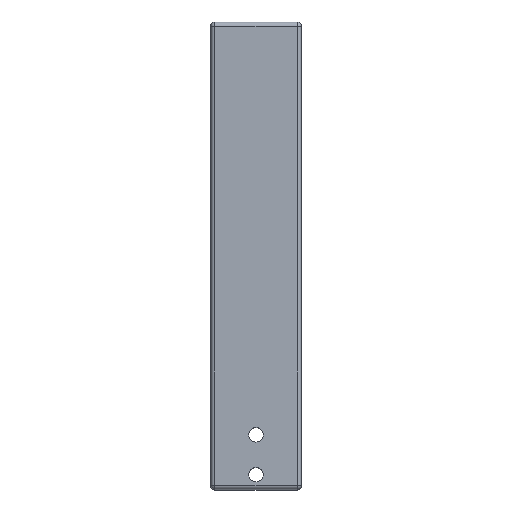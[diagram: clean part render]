
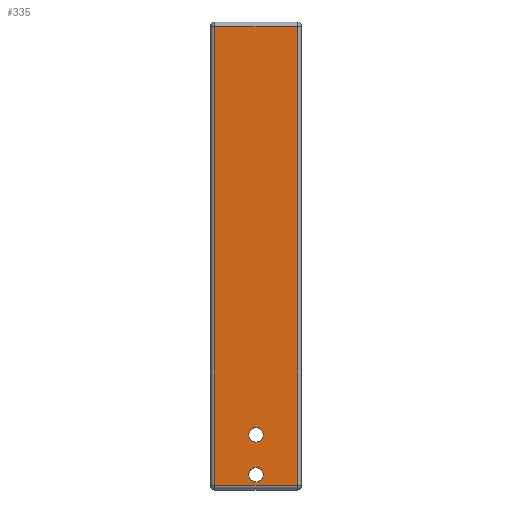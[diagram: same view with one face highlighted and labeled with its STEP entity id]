
A CAD part, top view. The second image highlights one B-rep face of the part: STEP entity #335.
In plain terms, the highlighted planar face has unit normal (0, 0, 1).
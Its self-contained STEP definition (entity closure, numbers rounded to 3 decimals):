
#186=FACE_BOUND('',#509,.T.);
#187=FACE_BOUND('',#510,.T.);
#188=FACE_BOUND('',#511,.T.);
#249=CIRCLE('',#1347,1.65);
#250=CIRCLE('',#1348,1.65);
#335=ADVANCED_FACE('',(#186,#187,#188),#382,.T.);
#382=PLANE('',#1349);
#509=EDGE_LOOP('',(#741));
#510=EDGE_LOOP('',(#742));
#511=EDGE_LOOP('',(#743,#744,#745,#746));
#741=ORIENTED_EDGE('',*,*,#1069,.F.);
#742=ORIENTED_EDGE('',*,*,#1070,.F.);
#743=ORIENTED_EDGE('',*,*,#1071,.T.);
#744=ORIENTED_EDGE('',*,*,#1072,.T.);
#745=ORIENTED_EDGE('',*,*,#1073,.T.);
#746=ORIENTED_EDGE('',*,*,#1074,.T.);
#945=VERTEX_POINT('',#2082);
#946=VERTEX_POINT('',#2084);
#947=VERTEX_POINT('',#2086);
#948=VERTEX_POINT('',#2087);
#949=VERTEX_POINT('',#2089);
#950=VERTEX_POINT('',#2091);
#1069=EDGE_CURVE('',#945,#945,#249,.T.);
#1070=EDGE_CURVE('',#946,#946,#250,.T.);
#1071=EDGE_CURVE('',#947,#948,#1173,.T.);
#1072=EDGE_CURVE('',#948,#949,#1174,.T.);
#1073=EDGE_CURVE('',#949,#950,#1175,.T.);
#1074=EDGE_CURVE('',#950,#947,#1176,.T.);
#1173=LINE('',#2085,#1237);
#1174=LINE('',#2088,#1238);
#1175=LINE('',#2090,#1239);
#1176=LINE('',#2092,#1240);
#1237=VECTOR('',#1691,1.);
#1238=VECTOR('',#1692,1.);
#1239=VECTOR('',#1693,1.);
#1240=VECTOR('',#1694,1.);
#1347=AXIS2_PLACEMENT_3D('',#2081,#1687,#1688);
#1348=AXIS2_PLACEMENT_3D('',#2083,#1689,#1690);
#1349=AXIS2_PLACEMENT_3D('',#2093,#1695,#1696);
#1687=DIRECTION('',(0.,0.,1.));
#1688=DIRECTION('',(1.,0.,0.));
#1689=DIRECTION('',(0.,0.,1.));
#1690=DIRECTION('',(1.,0.,0.));
#1691=DIRECTION('',(-1.,0.,0.));
#1692=DIRECTION('',(0.,-1.,0.));
#1693=DIRECTION('',(1.,0.,0.));
#1694=DIRECTION('',(0.,1.,0.));
#1695=DIRECTION('',(0.,0.,1.));
#1696=DIRECTION('',(-1.,0.,0.));
#2081=CARTESIAN_POINT('',(5.25,-77.624,50.));
#2082=CARTESIAN_POINT('',(6.9,-77.624,50.));
#2083=CARTESIAN_POINT('',(5.25,-86.624,50.));
#2084=CARTESIAN_POINT('',(6.9,-86.624,50.));
#2085=CARTESIAN_POINT('',(0.,14.5,50.));
#2086=CARTESIAN_POINT('',(14.5,14.5,50.));
#2087=CARTESIAN_POINT('',(-4.,14.5,50.));
#2088=CARTESIAN_POINT('',(-4.,0.,50.));
#2089=CARTESIAN_POINT('',(-4.,-89.,50.));
#2090=CARTESIAN_POINT('',(0.,-89.,50.));
#2091=CARTESIAN_POINT('',(14.5,-89.,50.));
#2092=CARTESIAN_POINT('',(14.5,0.,50.));
#2093=CARTESIAN_POINT('',(0.,0.,50.));
